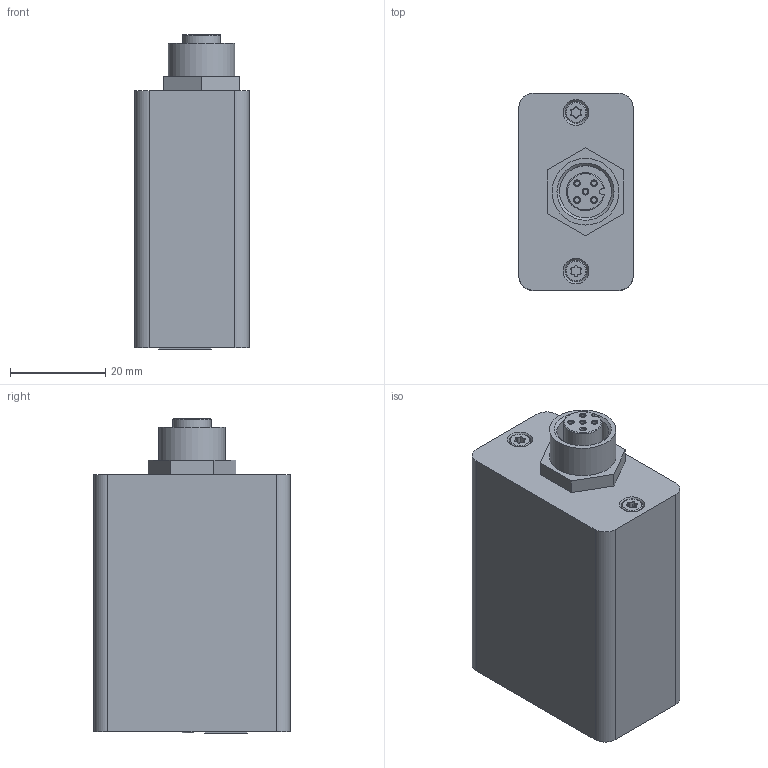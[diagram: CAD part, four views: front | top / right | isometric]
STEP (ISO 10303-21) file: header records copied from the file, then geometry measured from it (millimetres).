
FILE_DESCRIPTION(/* description */ ('STEP AP214'),/* implementation_level */ '2;1');
FILE_NAME(/* name */ '8091509_CDSU-1',/* time_stamp */ '2024-08-05T17:21:19+02:00',/* author */ ('License CC BY-ND 4.0'),/* organization */ ('CADENAS'),/* preprocessor_version */ 'ST-DEVELOPER v19.3',/* originating_system */ 'PARTsolutions',/* authorisation */ ' ');
FILE_SCHEMA (('AUTOMOTIVE_DESIGN {1 0 10303 214 3 1 1}'));
Length unit declared in the file: millimetre
Products named in the file (1): 8091509 CDSU-1---(high)
Bounding box: 24 x 41.3 x 66.1 mm (x, y, z)
Volume: 54293.2 mm3; surface area: 10332.8 mm2
Topology: 1 solids, 1 shells, 157 faces, 381 edges, 250 vertices
Faces by surface type: cylinder 79, plane 60, torus 12, cone 5, sphere 1
Full cylindrical faces by diameter (mm): 1 x5, 2.1 x1, 4.5 x4, 5.5 x1, 10.917 x1, 14 x1
Entity records: 5595 total; most frequent: DIRECTION 838, CARTESIAN_POINT 757, ORIENTED_EDGE 694, EDGE_CURVE 347, AXIS2_PLACEMENT_3D 335, VERTEX_POINT 246, EDGE_LOOP 211, FACE_BOUND 211
